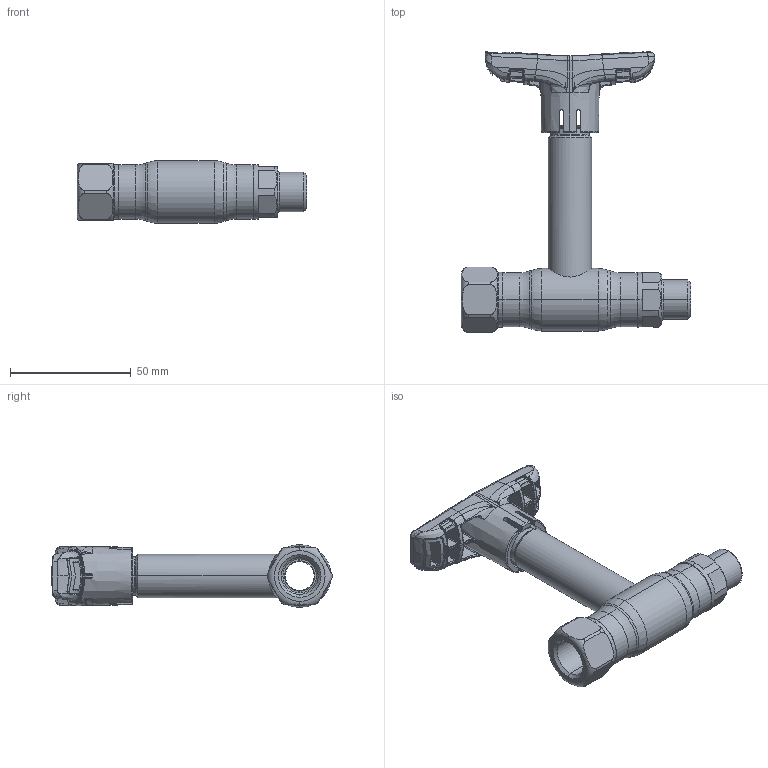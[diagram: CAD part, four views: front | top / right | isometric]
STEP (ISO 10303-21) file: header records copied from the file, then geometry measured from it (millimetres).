
FILE_DESCRIPTION (( 'STEP AP214' ), '1' );
FILE_NAME ('1010002401-1400.step', '2024-01-16T11:13:14', ( '' ), ( '' ), 'SwSTEP 2.0', 'SolidWorks 2021', '' );
FILE_SCHEMA (( 'AUTOMOTIVE_DESIGN' ));
Length unit declared in the file: millimetre
Products named in the file (1): 1010002401-1400
Bounding box: 95 x 116.28 x 26 mm (x, y, z)
Surface area: 21710.9 mm2 (no closed solid volume)
Topology: 0 solids, 6 shells, 716 faces, 2044 edges, 1271 vertices
Faces by surface type: bspline 541, plane 68, cylinder 42, cone 27, torus 25, sphere 13
Entity records: 53933 total; most frequent: CARTESIAN_POINT 32223, ORIENTED_EDGE 3627, EDGE_CURVE 2034, DIRECTION 1483, B_SPLINE_CURVE_WITH_KNOTS 1376, VERTEX_POINT 1267, EDGE_LOOP 725, UNCERTAINTY_MEASURE_WITH_UNIT 718
